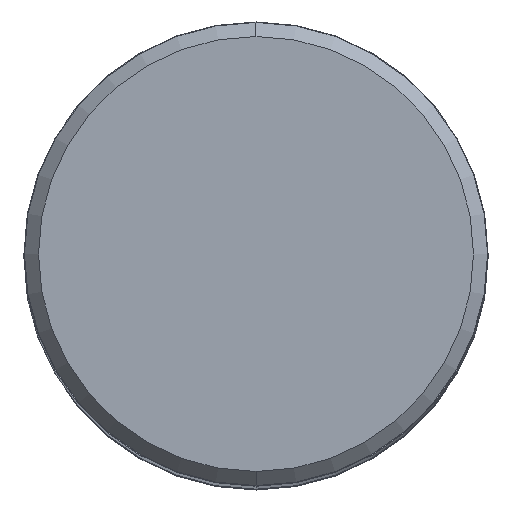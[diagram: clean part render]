
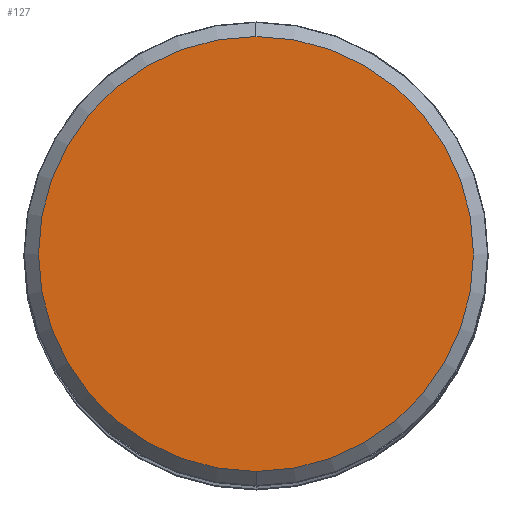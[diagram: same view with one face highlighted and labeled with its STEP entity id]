
A CAD part, top view. The second image highlights one B-rep face of the part: STEP entity #127.
In plain terms, the highlighted planar face has unit normal (0, 0, 1).
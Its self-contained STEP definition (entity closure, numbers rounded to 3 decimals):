
#53=PLANE('',#1086);
#127=ADVANCED_FACE('',(#204),#53,.F.);
#204=FACE_OUTER_BOUND('',#264,.T.);
#264=EDGE_LOOP('',(#440,#441));
#440=ORIENTED_EDGE('',*,*,#656,.T.);
#441=ORIENTED_EDGE('',*,*,#659,.T.);
#558=VERTEX_POINT('',#1680);
#559=VERTEX_POINT('',#1681);
#656=EDGE_CURVE('',#558,#559,#757,.T.);
#659=EDGE_CURVE('',#559,#558,#758,.T.);
#757=CIRCLE('',#1082,14.875);
#758=CIRCLE('',#1084,14.875);
#1082=AXIS2_PLACEMENT_3D('',#1679,#1371,#1372);
#1084=AXIS2_PLACEMENT_3D('',#1685,#1377,#1378);
#1086=AXIS2_PLACEMENT_3D('',#1687,#1381,#1382);
#1371=DIRECTION('',(0.,0.,1.));
#1372=DIRECTION('',(0.,1.,0.));
#1377=DIRECTION('',(0.,0.,1.));
#1378=DIRECTION('',(0.,-1.,0.));
#1381=DIRECTION('',(0.,0.,-1.));
#1382=DIRECTION('',(0.,1.,0.));
#1679=CARTESIAN_POINT('',(0.,0.,0.));
#1680=CARTESIAN_POINT('',(0.,14.875,0.));
#1681=CARTESIAN_POINT('',(0.,-14.875,0.));
#1685=CARTESIAN_POINT('',(0.,0.,0.));
#1687=CARTESIAN_POINT('',(0.,0.,0.));
